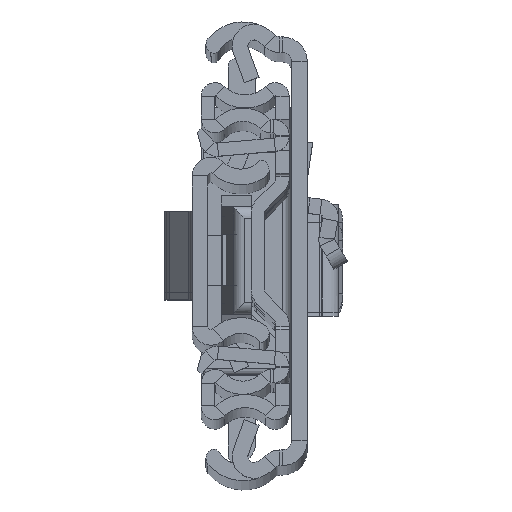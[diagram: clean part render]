
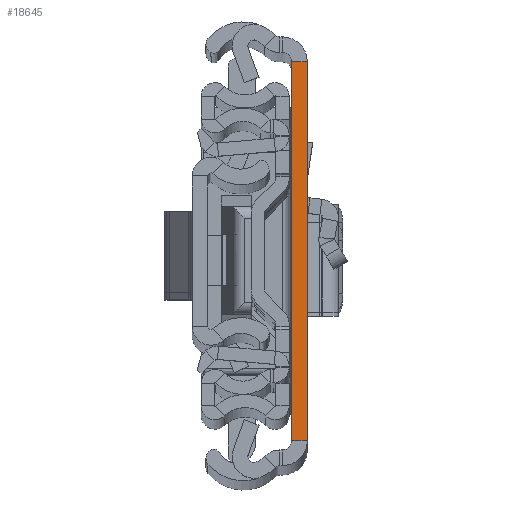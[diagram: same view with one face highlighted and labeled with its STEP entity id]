
A CAD part, top view. The second image highlights one B-rep face of the part: STEP entity #18645.
In plain terms, the highlighted planar face has unit normal (0, 0, 1).
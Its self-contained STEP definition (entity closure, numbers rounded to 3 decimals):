
#132 = PLANE ( 'NONE',  #16333 ) ;
#494 = ORIENTED_EDGE ( 'NONE', *, *, #8503, .F. ) ;
#2186 = LINE ( 'NONE', #14256, #18078 ) ;
#2231 = LINE ( 'NONE', #12619, #13073 ) ;
#3138 = CARTESIAN_POINT ( 'NONE',  ( 2.6, 31.5, 0. ) ) ;
#3643 = ORIENTED_EDGE ( 'NONE', *, *, #7268, .T. ) ;
#4759 = EDGE_LOOP ( 'NONE', ( #15668, #494, #3643, #10296 ) ) ;
#4911 = VECTOR ( 'NONE', #19598, 1000. ) ;
#6133 = CARTESIAN_POINT ( 'NONE',  ( 2.6, -31.5, 0. ) ) ;
#6363 = VECTOR ( 'NONE', #15498, 1000. ) ;
#6761 = DIRECTION ( 'NONE',  ( 1., 0., 0. ) ) ;
#7268 = EDGE_CURVE ( 'NONE', #11221, #15214, #2186, .T. ) ;
#8302 = DIRECTION ( 'NONE',  ( 0., 1., 0. ) ) ;
#8503 = EDGE_CURVE ( 'NONE', #11221, #15075, #2231, .T. ) ;
#8577 = EDGE_CURVE ( 'NONE', #15214, #12473, #10731, .T. ) ;
#9200 = LINE ( 'NONE', #3138, #6363 ) ;
#9511 = CARTESIAN_POINT ( 'NONE',  ( 0., -31.5, 0. ) ) ;
#10296 = ORIENTED_EDGE ( 'NONE', *, *, #8577, .T. ) ;
#10731 = LINE ( 'NONE', #16442, #4911 ) ;
#10876 = FACE_OUTER_BOUND ( 'NONE', #4759, .T. ) ;
#11161 = CARTESIAN_POINT ( 'NONE',  ( 2.6, -31.5, 0. ) ) ;
#11221 = VERTEX_POINT ( 'NONE', #9511 ) ;
#12473 = VERTEX_POINT ( 'NONE', #14453 ) ;
#12619 = CARTESIAN_POINT ( 'NONE',  ( 0., -31.5, 0. ) ) ;
#13073 = VECTOR ( 'NONE', #8302, 1000. ) ;
#13914 = CARTESIAN_POINT ( 'NONE',  ( 0., 31.5, 0. ) ) ;
#14256 = CARTESIAN_POINT ( 'NONE',  ( 2.6, -31.5, 0. ) ) ;
#14453 = CARTESIAN_POINT ( 'NONE',  ( 2.6, 31.5, 0. ) ) ;
#15075 = VERTEX_POINT ( 'NONE', #13914 ) ;
#15214 = VERTEX_POINT ( 'NONE', #11161 ) ;
#15498 = DIRECTION ( 'NONE',  ( 1., 0., 0. ) ) ;
#15668 = ORIENTED_EDGE ( 'NONE', *, *, #15828, .F. ) ;
#15828 = EDGE_CURVE ( 'NONE', #15075, #12473, #9200, .T. ) ;
#16333 = AXIS2_PLACEMENT_3D ( 'NONE', #6133, #18379, #16772 ) ;
#16442 = CARTESIAN_POINT ( 'NONE',  ( 2.6, -31.5, 0. ) ) ;
#16772 = DIRECTION ( 'NONE',  ( 0., 1., 0. ) ) ;
#18078 = VECTOR ( 'NONE', #6761, 1000. ) ;
#18379 = DIRECTION ( 'NONE',  ( 0., 0., -1. ) ) ;
#18645 = ADVANCED_FACE ( 'NONE', ( #10876 ), #132, .F. ) ;
#19598 = DIRECTION ( 'NONE',  ( 0., 1., 0. ) ) ;
